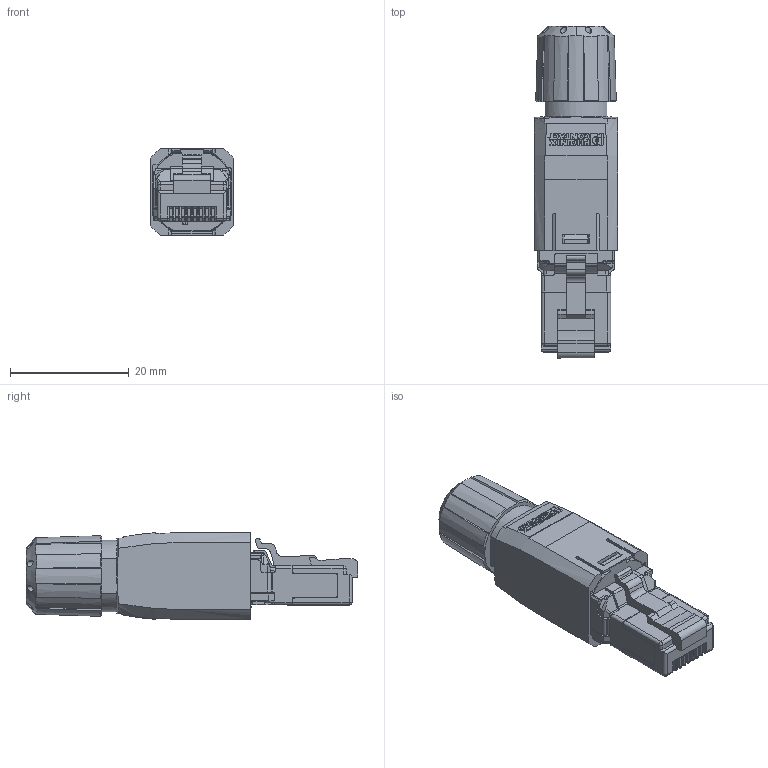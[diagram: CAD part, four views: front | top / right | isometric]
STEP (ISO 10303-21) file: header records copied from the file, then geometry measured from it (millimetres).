
FILE_DESCRIPTION(('Creo Elements/Direct Modeling STEP Export'),'2;1');
FILE_NAME('model.stp','2020-10-16T12:39:06',(''),(''),'Creo Elements/Direct Modeling STEP processor for AP214 (Solid Model)','Creo Elements/Direct Modeling 20.1A 29-Sep-2018 (C) Parametric Technology GmbH','');
FILE_SCHEMA(('AUTOMOTIVE_DESIGN { 1 0 10303 214 1 1 1 1 }'));
Products named in the file (2): VS-08-RJ45-5-Q_IP20_BK
Assembly tree (1 placements, depth 2):
  VS-08-RJ45-5-Q_IP20_BK
    VS-08-RJ45-5-Q_IP20_BK
Bounding box: 14 x 55.85 x 14.6 mm (x, y, z)
Volume: 6609.7 mm3; surface area: 4776.9 mm2
Topology: 1 solids, 1 shells, 888 faces, 2549 edges, 1683 vertices
Faces by surface type: plane 544, cylinder 222, extrusion 56, cone 26, torus 24, bspline 10, sphere 6
Entity records: 49394 total; most frequent: CARTESIAN_POINT 19854, ORIENTED_EDGE 5086, DIRECTION 4054, EDGE_CURVE 2543, VERTEX_POINT 1683, VECTOR 1588, LINE 1529, AXIS2_PLACEMENT_3D 1233
